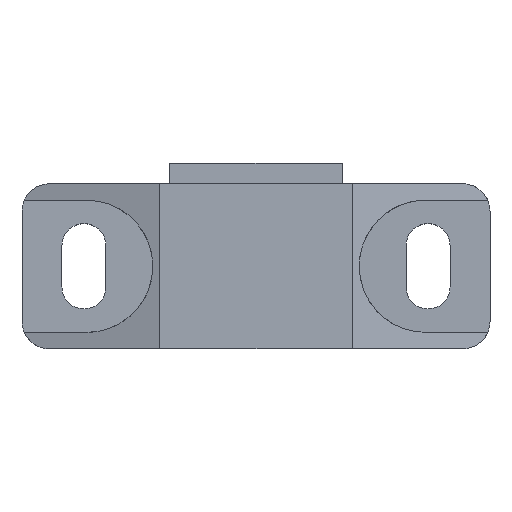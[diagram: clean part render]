
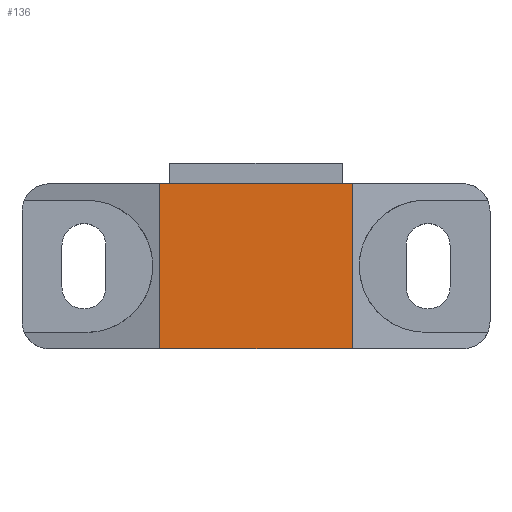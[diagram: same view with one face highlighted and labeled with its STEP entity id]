
A CAD part, top view. The second image highlights one B-rep face of the part: STEP entity #136.
In plain terms, the highlighted planar face has unit normal (0, 0, 1).
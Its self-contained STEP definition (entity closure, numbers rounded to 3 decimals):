
#114 = EDGE_CURVE ( 'NONE', #116, #118, #661, .T. ) ;
#116 = VERTEX_POINT ( 'NONE', #657 ) ;
#118 = VERTEX_POINT ( 'NONE', #656 ) ;
#120 = VERTEX_POINT ( 'NONE', #655 ) ;
#134 = ORIENTED_EDGE ( 'NONE', *, *, #135, .T. ) ;
#135 = EDGE_CURVE ( 'NONE', #142, #120, #684, .T. ) ;
#136 = ADVANCED_FACE ( 'NONE', ( #680 ), #679, .F. ) ;
#137 = EDGE_LOOP ( 'NONE', ( #134, #179, #184, #193 ) ) ;
#139 = EDGE_CURVE ( 'NONE', #116, #142, #725, .T. ) ;
#142 = VERTEX_POINT ( 'NONE', #717 ) ;
#179 = ORIENTED_EDGE ( 'NONE', *, *, #183, .F. ) ;
#183 = EDGE_CURVE ( 'NONE', #118, #120, #781, .T. ) ;
#184 = ORIENTED_EDGE ( 'NONE', *, *, #114, .F. ) ;
#193 = ORIENTED_EDGE ( 'NONE', *, *, #139, .T. ) ;
#655 = CARTESIAN_POINT ( 'NONE',  ( 7., -6., 5. ) ) ;
#656 = CARTESIAN_POINT ( 'NONE',  ( 7., 6., 5. ) ) ;
#657 = CARTESIAN_POINT ( 'NONE',  ( -7., 6., 5. ) ) ;
#658 = DIRECTION ( 'NONE',  ( 1., 0., 0. ) ) ;
#659 = VECTOR ( 'NONE', #658, 1000. ) ;
#660 = CARTESIAN_POINT ( 'NONE',  ( 7., 6., 5. ) ) ;
#661 = LINE ( 'NONE', #660, #659 ) ;
#679 = PLANE ( 'NONE',  #729 ) ;
#680 = FACE_OUTER_BOUND ( 'NONE', #137, .T. ) ;
#681 = DIRECTION ( 'NONE',  ( 1., 0., 0. ) ) ;
#682 = VECTOR ( 'NONE', #681, 1000. ) ;
#683 = CARTESIAN_POINT ( 'NONE',  ( 7., -6., 5. ) ) ;
#684 = LINE ( 'NONE', #683, #682 ) ;
#717 = CARTESIAN_POINT ( 'NONE',  ( -7., -6., 5. ) ) ;
#722 = DIRECTION ( 'NONE',  ( 0., -1., 0. ) ) ;
#723 = VECTOR ( 'NONE', #722, 1000. ) ;
#724 = CARTESIAN_POINT ( 'NONE',  ( -7., 6., 5. ) ) ;
#725 = LINE ( 'NONE', #724, #723 ) ;
#726 = DIRECTION ( 'NONE',  ( -1., 0., 0. ) ) ;
#727 = DIRECTION ( 'NONE',  ( 0., 0., -1. ) ) ;
#728 = CARTESIAN_POINT ( 'NONE',  ( 7., 6., 5. ) ) ;
#729 = AXIS2_PLACEMENT_3D ( 'NONE', #728, #727, #726 ) ;
#778 = DIRECTION ( 'NONE',  ( 0., -1., 0. ) ) ;
#779 = VECTOR ( 'NONE', #778, 1000. ) ;
#780 = CARTESIAN_POINT ( 'NONE',  ( 7., 6., 5. ) ) ;
#781 = LINE ( 'NONE', #780, #779 ) ;
